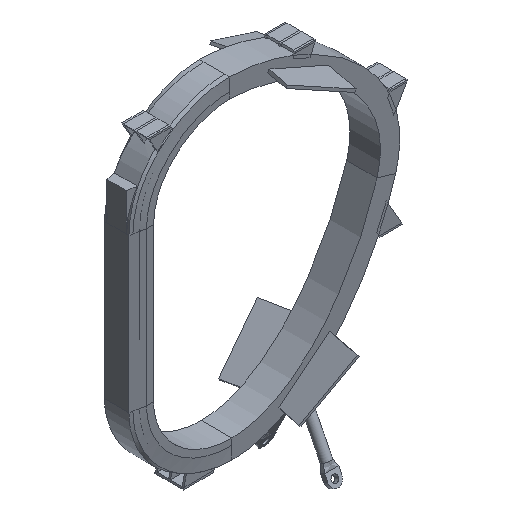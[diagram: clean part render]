
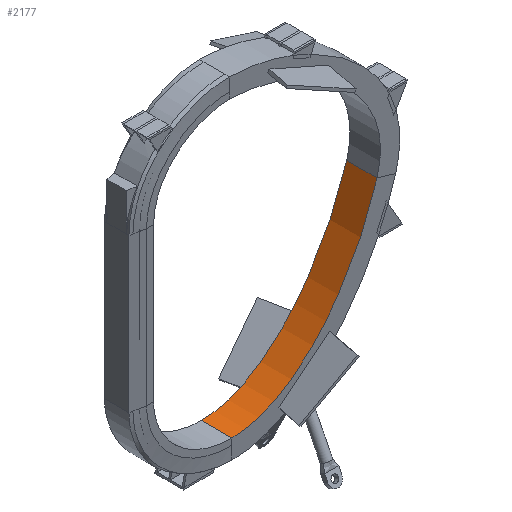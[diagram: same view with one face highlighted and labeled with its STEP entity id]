
A CAD part, isometric view. The second image highlights one B-rep face of the part: STEP entity #2177.
In plain terms, the highlighted free-form (B-spline) face has degree [1, 3] with [2, 4] control points.
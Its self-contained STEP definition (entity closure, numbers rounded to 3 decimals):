
#1569 = PLANE('',#1570);
#1570 = AXIS2_PLACEMENT_3D('',#1571,#1572,#1573);
#1571 = CARTESIAN_POINT('',(13.543,-0.813,
    -5.613));
#1572 = DIRECTION('',(0.,1.,0.));
#1573 = DIRECTION('',(0.742,0.,-0.67)
  );
#1715 = EDGE_CURVE('',#1716,#1718,#1720,.T.);
#1716 = VERTEX_POINT('',#1717);
#1717 = CARTESIAN_POINT('',(16.391,-0.813,
    -0.329));
#1718 = VERTEX_POINT('',#1719);
#1719 = CARTESIAN_POINT('',(8.642,-0.813,
    -8.469));
#1720 = SURFACE_CURVE('',#1721,(#1726,#1734),.PCURVE_S1.);
#1721 = B_SPLINE_CURVE_WITH_KNOTS('',3,(#1722,#1723,#1724,#1725),
  .UNSPECIFIED.,.F.,.F.,(4,4),(0.,1.),.PIECEWISE_BEZIER_KNOTS.);
#1722 = CARTESIAN_POINT('',(16.391,-0.813,
    -0.329));
#1723 = CARTESIAN_POINT('',(15.373,-0.813,
    -3.837));
#1724 = CARTESIAN_POINT('',(12.381,-0.813,
    -8.469));
#1725 = CARTESIAN_POINT('',(8.642,-0.813,
    -8.469));
#1726 = PCURVE('',#1569,#1727);
#1727 = DEFINITIONAL_REPRESENTATION('',(#1728),#1733);
#1728 = B_SPLINE_CURVE_WITH_KNOTS('',3,(#1729,#1730,#1731,#1732),
  .UNSPECIFIED.,.F.,.F.,(4,4),(0.,1.),.PIECEWISE_BEZIER_KNOTS.);
#1729 = CARTESIAN_POINT('',(-1.429,-5.83));
#1730 = CARTESIAN_POINT('',(0.167,-2.545));
#1731 = CARTESIAN_POINT('',(1.053,2.898));
#1732 = CARTESIAN_POINT('',(-1.721,5.405));
#1733 = ( GEOMETRIC_REPRESENTATION_CONTEXT(2) 
PARAMETRIC_REPRESENTATION_CONTEXT() REPRESENTATION_CONTEXT('2D SPACE',''
  ) );
#1734 = PCURVE('',#1735,#1744);
#1735 = B_SPLINE_SURFACE_WITH_KNOTS('',1,3,(
    (#1736,#1737,#1738,#1739)
    ,(#1740,#1741,#1742,#1743
    )),.UNSPECIFIED.,.F.,.F.,.F.,(2,2),(4,4),(1.,2.),(0.,1.),
  .PIECEWISE_BEZIER_KNOTS.);
#1736 = CARTESIAN_POINT('',(16.391,0.813,
    -0.329));
#1737 = CARTESIAN_POINT('',(15.373,0.813,
    -3.837));
#1738 = CARTESIAN_POINT('',(12.381,0.813,
    -8.469));
#1739 = CARTESIAN_POINT('',(8.642,0.813,
    -8.469));
#1740 = CARTESIAN_POINT('',(16.391,-0.813,
    -0.329));
#1741 = CARTESIAN_POINT('',(15.373,-0.813,
    -3.837));
#1742 = CARTESIAN_POINT('',(12.381,-0.813,
    -8.469));
#1743 = CARTESIAN_POINT('',(8.642,-0.813,
    -8.469));
#1744 = DEFINITIONAL_REPRESENTATION('',(#1745),#1749);
#1745 = LINE('',#1746,#1747);
#1746 = CARTESIAN_POINT('',(2.,0.));
#1747 = VECTOR('',#1748,1.);
#1748 = DIRECTION('',(0.,1.));
#1749 = ( GEOMETRIC_REPRESENTATION_CONTEXT(2) 
PARAMETRIC_REPRESENTATION_CONTEXT() REPRESENTATION_CONTEXT('2D SPACE',''
  ) );
#2177 = ADVANCED_FACE('',(#2178),#1735,.F.);
#2178 = FACE_BOUND('',#2179,.F.);
#2179 = EDGE_LOOP('',(#2180,#2225,#2253,#2254));
#2180 = ORIENTED_EDGE('',*,*,#2181,.F.);
#2181 = EDGE_CURVE('',#2182,#2184,#2186,.T.);
#2182 = VERTEX_POINT('',#2183);
#2183 = CARTESIAN_POINT('',(16.391,0.813,
    -0.329));
#2184 = VERTEX_POINT('',#2185);
#2185 = CARTESIAN_POINT('',(8.642,0.813,-8.469
    ));
#2186 = SURFACE_CURVE('',#2187,(#2199,#2205),.PCURVE_S1.);
#2187 = B_SPLINE_CURVE_WITH_KNOTS('',10,(#2188,#2189,#2190,#2191,#2192,
    #2193,#2194,#2195,#2196,#2197,#2198),.UNSPECIFIED.,.F.,.F.,(11,11),(
    0.,1.),.PIECEWISE_BEZIER_KNOTS.);
#2188 = CARTESIAN_POINT('',(16.391,0.813,
    -0.329));
#2189 = CARTESIAN_POINT('',(16.086,0.813,
    -1.381));
#2190 = CARTESIAN_POINT('',(15.649,0.813,
    -2.509));
#2191 = CARTESIAN_POINT('',(15.09,0.813,
    -3.663));
#2192 = CARTESIAN_POINT('',(14.421,0.813,
    -4.796));
#2193 = CARTESIAN_POINT('',(13.65,0.813,
    -5.86));
#2194 = CARTESIAN_POINT('',(12.789,0.813,
    -6.808));
#2195 = CARTESIAN_POINT('',(11.847,0.813,
    -7.59));
#2196 = CARTESIAN_POINT('',(10.836,0.813,
    -8.16));
#2197 = CARTESIAN_POINT('',(9.764,0.813,-8.469
    ));
#2198 = CARTESIAN_POINT('',(8.642,0.813,-8.469
    ));
#2199 = PCURVE('',#1735,#2200);
#2200 = DEFINITIONAL_REPRESENTATION('',(#2201),#2204);
#2201 = B_SPLINE_CURVE_WITH_KNOTS('',1,(#2202,#2203),.UNSPECIFIED.,.F.,
  .F.,(2,2),(0.,1.),.PIECEWISE_BEZIER_KNOTS.);
#2202 = CARTESIAN_POINT('',(1.,0.));
#2203 = CARTESIAN_POINT('',(1.,1.));
#2204 = ( GEOMETRIC_REPRESENTATION_CONTEXT(2) 
PARAMETRIC_REPRESENTATION_CONTEXT() REPRESENTATION_CONTEXT('2D SPACE',''
  ) );
#2205 = PCURVE('',#2206,#2211);
#2206 = PLANE('',#2207);
#2207 = AXIS2_PLACEMENT_3D('',#2208,#2209,#2210);
#2208 = CARTESIAN_POINT('',(13.543,0.813,
    -5.613));
#2209 = DIRECTION('',(0.,-1.,0.));
#2210 = DIRECTION('',(-0.742,0.,0.67)
  );
#2211 = DEFINITIONAL_REPRESENTATION('',(#2212),#2224);
#2212 = B_SPLINE_CURVE_WITH_KNOTS('',10,(#2213,#2214,#2215,#2216,#2217,
    #2218,#2219,#2220,#2221,#2222,#2223),.UNSPECIFIED.,.F.,.F.,(11,11),(
    0.,1.),.PIECEWISE_BEZIER_KNOTS.);
#2213 = CARTESIAN_POINT('',(1.429,-5.83));
#2214 = CARTESIAN_POINT('',(0.95,-4.844));
#2215 = CARTESIAN_POINT('',(0.519,-3.715));
#2216 = CARTESIAN_POINT('',(0.159,-2.484));
#2217 = CARTESIAN_POINT('',(-0.104,-1.194));
#2218 = CARTESIAN_POINT('',(-0.246,0.112));
#2219 = CARTESIAN_POINT('',(-0.242,1.392));
#2220 = CARTESIAN_POINT('',(-0.068,2.604));
#2221 = CARTESIAN_POINT('',(0.3,3.705));
#2222 = CARTESIAN_POINT('',(0.889,4.653));
#2223 = CARTESIAN_POINT('',(1.721,5.405));
#2224 = ( GEOMETRIC_REPRESENTATION_CONTEXT(2) 
PARAMETRIC_REPRESENTATION_CONTEXT() REPRESENTATION_CONTEXT('2D SPACE',''
  ) );
#2225 = ORIENTED_EDGE('',*,*,#2226,.T.);
#2226 = EDGE_CURVE('',#2182,#1716,#2227,.T.);
#2227 = SURFACE_CURVE('',#2228,(#2231,#2237),.PCURVE_S1.);
#2228 = B_SPLINE_CURVE_WITH_KNOTS('',1,(#2229,#2230),.UNSPECIFIED.,.F.,
  .F.,(2,2),(1.,2.),.PIECEWISE_BEZIER_KNOTS.);
#2229 = CARTESIAN_POINT('',(16.391,0.813,
    -0.329));
#2230 = CARTESIAN_POINT('',(16.391,-0.813,
    -0.329));
#2231 = PCURVE('',#1735,#2232);
#2232 = DEFINITIONAL_REPRESENTATION('',(#2233),#2236);
#2233 = B_SPLINE_CURVE_WITH_KNOTS('',1,(#2234,#2235),.UNSPECIFIED.,.F.,
  .F.,(2,2),(1.,2.),.PIECEWISE_BEZIER_KNOTS.);
#2234 = CARTESIAN_POINT('',(1.,0.));
#2235 = CARTESIAN_POINT('',(2.,0.));
#2236 = ( GEOMETRIC_REPRESENTATION_CONTEXT(2) 
PARAMETRIC_REPRESENTATION_CONTEXT() REPRESENTATION_CONTEXT('2D SPACE',''
  ) );
#2237 = PCURVE('',#2238,#2247);
#2238 = B_SPLINE_SURFACE_WITH_KNOTS('',1,3,(
    (#2239,#2240,#2241,#2242)
    ,(#2243,#2244,#2245,#2246
    )),.UNSPECIFIED.,.F.,.F.,.F.,(2,2),(4,4),(1.,2.),(0.,1.),
  .PIECEWISE_BEZIER_KNOTS.);
#2239 = CARTESIAN_POINT('',(8.519,0.813,7.247)
  );
#2240 = CARTESIAN_POINT('',(12.07,0.813,
    7.247));
#2241 = CARTESIAN_POINT('',(17.639,0.813,
    3.967));
#2242 = CARTESIAN_POINT('',(16.391,0.813,
    -0.329));
#2243 = CARTESIAN_POINT('',(8.519,-0.813,7.247
    ));
#2244 = CARTESIAN_POINT('',(12.07,-0.813,
    7.247));
#2245 = CARTESIAN_POINT('',(17.639,-0.813,
    3.967));
#2246 = CARTESIAN_POINT('',(16.391,-0.813,
    -0.329));
#2247 = DEFINITIONAL_REPRESENTATION('',(#2248),#2252);
#2248 = LINE('',#2249,#2250);
#2249 = CARTESIAN_POINT('',(0.,1.));
#2250 = VECTOR('',#2251,1.);
#2251 = DIRECTION('',(1.,0.));
#2252 = ( GEOMETRIC_REPRESENTATION_CONTEXT(2) 
PARAMETRIC_REPRESENTATION_CONTEXT() REPRESENTATION_CONTEXT('2D SPACE',''
  ) );
#2253 = ORIENTED_EDGE('',*,*,#1715,.T.);
#2254 = ORIENTED_EDGE('',*,*,#2255,.F.);
#2255 = EDGE_CURVE('',#2184,#1718,#2256,.T.);
#2256 = SURFACE_CURVE('',#2257,(#2260,#2267),.PCURVE_S1.);
#2257 = B_SPLINE_CURVE_WITH_KNOTS('',1,(#2258,#2259),.UNSPECIFIED.,.F.,
  .F.,(2,2),(1.,2.),.PIECEWISE_BEZIER_KNOTS.);
#2258 = CARTESIAN_POINT('',(8.642,0.813,
    -8.469));
#2259 = CARTESIAN_POINT('',(8.642,-0.813,
    -8.469));
#2260 = PCURVE('',#1735,#2261);
#2261 = DEFINITIONAL_REPRESENTATION('',(#2262),#2266);
#2262 = LINE('',#2263,#2264);
#2263 = CARTESIAN_POINT('',(0.,1.));
#2264 = VECTOR('',#2265,1.);
#2265 = DIRECTION('',(1.,0.));
#2266 = ( GEOMETRIC_REPRESENTATION_CONTEXT(2) 
PARAMETRIC_REPRESENTATION_CONTEXT() REPRESENTATION_CONTEXT('2D SPACE',''
  ) );
#2267 = PCURVE('',#2268,#2277);
#2268 = B_SPLINE_SURFACE_WITH_KNOTS('',1,3,(
    (#2269,#2270,#2271,#2272)
    ,(#2273,#2274,#2275,#2276
    )),.UNSPECIFIED.,.F.,.F.,.F.,(2,2),(4,4),(2.,3.),(0.,1.),
  .PIECEWISE_BEZIER_KNOTS.);
#2269 = CARTESIAN_POINT('',(8.642,-0.813,
    -8.469));
#2270 = CARTESIAN_POINT('',(6.212,-0.813,
    -8.469));
#2271 = CARTESIAN_POINT('',(4.466,-0.813,
    -6.622));
#2272 = CARTESIAN_POINT('',(4.466,-0.813,
    -4.708));
#2273 = CARTESIAN_POINT('',(8.642,0.813,-8.469
    ));
#2274 = CARTESIAN_POINT('',(6.212,0.813,-8.469
    ));
#2275 = CARTESIAN_POINT('',(4.466,0.813,
    -6.622));
#2276 = CARTESIAN_POINT('',(4.466,0.813,
    -4.708));
#2277 = DEFINITIONAL_REPRESENTATION('',(#2278),#2281);
#2278 = B_SPLINE_CURVE_WITH_KNOTS('',1,(#2279,#2280),.UNSPECIFIED.,.F.,
  .F.,(2,2),(1.,2.),.PIECEWISE_BEZIER_KNOTS.);
#2279 = CARTESIAN_POINT('',(3.,0.));
#2280 = CARTESIAN_POINT('',(2.,0.));
#2281 = ( GEOMETRIC_REPRESENTATION_CONTEXT(2) 
PARAMETRIC_REPRESENTATION_CONTEXT() REPRESENTATION_CONTEXT('2D SPACE',''
  ) );
